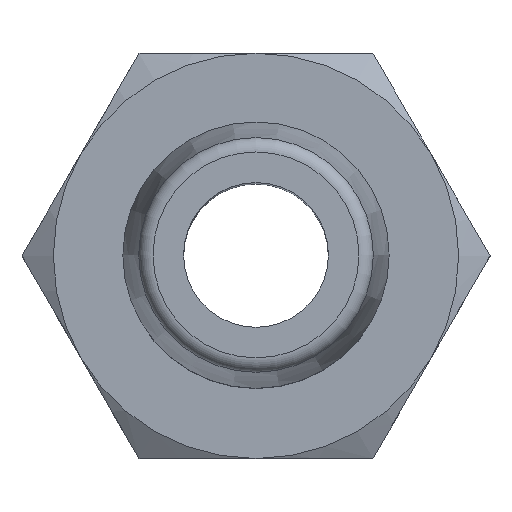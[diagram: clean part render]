
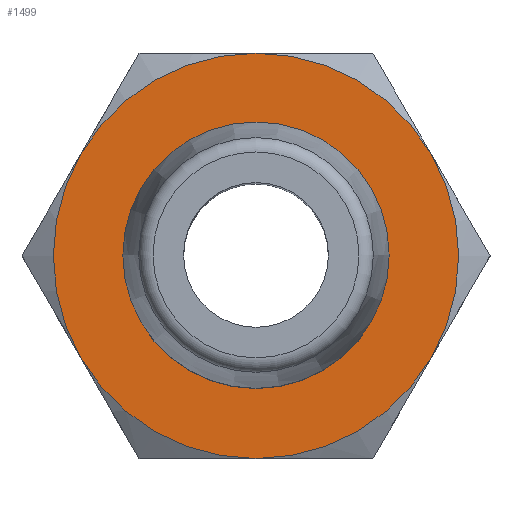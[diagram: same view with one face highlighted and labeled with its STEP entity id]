
A CAD part, top view. The second image highlights one B-rep face of the part: STEP entity #1499.
In plain terms, the highlighted face is planar.
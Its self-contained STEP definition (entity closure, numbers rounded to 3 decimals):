
#691=PLANE('',#1416);
#723=ORIENTED_EDGE('',*,*,#902,.F.);
#724=ORIENTED_EDGE('',*,*,#903,.F.);
#725=ORIENTED_EDGE('',*,*,#904,.F.);
#726=ORIENTED_EDGE('',*,*,#905,.F.);
#727=ORIENTED_EDGE('',*,*,#906,.F.);
#728=ORIENTED_EDGE('',*,*,#907,.F.);
#729=ORIENTED_EDGE('',*,*,#901,.F.);
#831=CIRCLE('',#1415,4.);
#832=CIRCLE('',#1417,7.);
#833=CIRCLE('',#1418,7.);
#834=CIRCLE('',#1419,7.);
#835=CIRCLE('',#1420,7.);
#836=CIRCLE('',#1421,7.);
#837=CIRCLE('',#1422,7.);
#860=VERTEX_POINT('',#1288);
#861=VERTEX_POINT('',#1291);
#862=VERTEX_POINT('',#1292);
#863=VERTEX_POINT('',#1294);
#864=VERTEX_POINT('',#1296);
#865=VERTEX_POINT('',#1298);
#866=VERTEX_POINT('',#1300);
#901=EDGE_CURVE('',#860,#860,#831,.T.);
#902=EDGE_CURVE('',#861,#862,#832,.T.);
#903=EDGE_CURVE('',#863,#861,#833,.T.);
#904=EDGE_CURVE('',#864,#863,#834,.T.);
#905=EDGE_CURVE('',#865,#864,#835,.T.);
#906=EDGE_CURVE('',#866,#865,#836,.T.);
#907=EDGE_CURVE('',#862,#866,#837,.T.);
#970=EDGE_LOOP('',(#723,#724,#725,#726,#727,#728));
#971=EDGE_LOOP('',(#729));
#1024=FACE_BOUND('',#970,.T.);
#1025=FACE_BOUND('',#971,.T.);
#1106=DIRECTION('',(0.,1.,0.));
#1107=DIRECTION('',(4.,0.,0.));
#1108=DIRECTION('',(0.,1.,0.));
#1109=DIRECTION('',(1.,0.,0.));
#1110=DIRECTION('',(0.,-1.,0.));
#1111=DIRECTION('',(0.,0.,7.));
#1112=DIRECTION('',(0.,-1.,0.));
#1113=DIRECTION('',(6.062,0.,3.5));
#1114=DIRECTION('',(0.,-1.,0.));
#1115=DIRECTION('',(6.062,0.,-3.5));
#1116=DIRECTION('',(0.,-1.,0.));
#1117=DIRECTION('',(0.,0.,-7.));
#1118=DIRECTION('',(0.,-1.,0.));
#1119=DIRECTION('',(-6.062,0.,-3.5));
#1120=DIRECTION('',(0.,-1.,0.));
#1121=DIRECTION('',(-6.062,0.,3.5));
#1288=CARTESIAN_POINT('',(34.797,37.208,0.));
#1289=CARTESIAN_POINT('',(30.797,37.208,0.));
#1290=CARTESIAN_POINT('',(30.797,37.208,7.));
#1291=CARTESIAN_POINT('',(30.797,37.208,7.));
#1292=CARTESIAN_POINT('',(24.734,37.208,3.5));
#1293=CARTESIAN_POINT('',(30.797,37.208,0.));
#1294=CARTESIAN_POINT('',(36.859,37.208,3.5));
#1295=CARTESIAN_POINT('',(30.797,37.208,0.));
#1296=CARTESIAN_POINT('',(36.859,37.208,-3.5));
#1297=CARTESIAN_POINT('',(30.797,37.208,0.));
#1298=CARTESIAN_POINT('',(30.797,37.208,-7.));
#1299=CARTESIAN_POINT('',(30.797,37.208,0.));
#1300=CARTESIAN_POINT('',(24.734,37.208,-3.5));
#1301=CARTESIAN_POINT('',(30.797,37.208,0.));
#1302=CARTESIAN_POINT('',(30.797,37.208,0.));
#1415=AXIS2_PLACEMENT_3D('',#1289,#1106,#1107);
#1416=AXIS2_PLACEMENT_3D('',#1290,#1108,#1109);
#1417=AXIS2_PLACEMENT_3D('',#1293,#1110,#1111);
#1418=AXIS2_PLACEMENT_3D('',#1295,#1112,#1113);
#1419=AXIS2_PLACEMENT_3D('',#1297,#1114,#1115);
#1420=AXIS2_PLACEMENT_3D('',#1299,#1116,#1117);
#1421=AXIS2_PLACEMENT_3D('',#1301,#1118,#1119);
#1422=AXIS2_PLACEMENT_3D('',#1302,#1120,#1121);
#1499=ADVANCED_FACE('',(#1024,#1025),#691,.T.);
